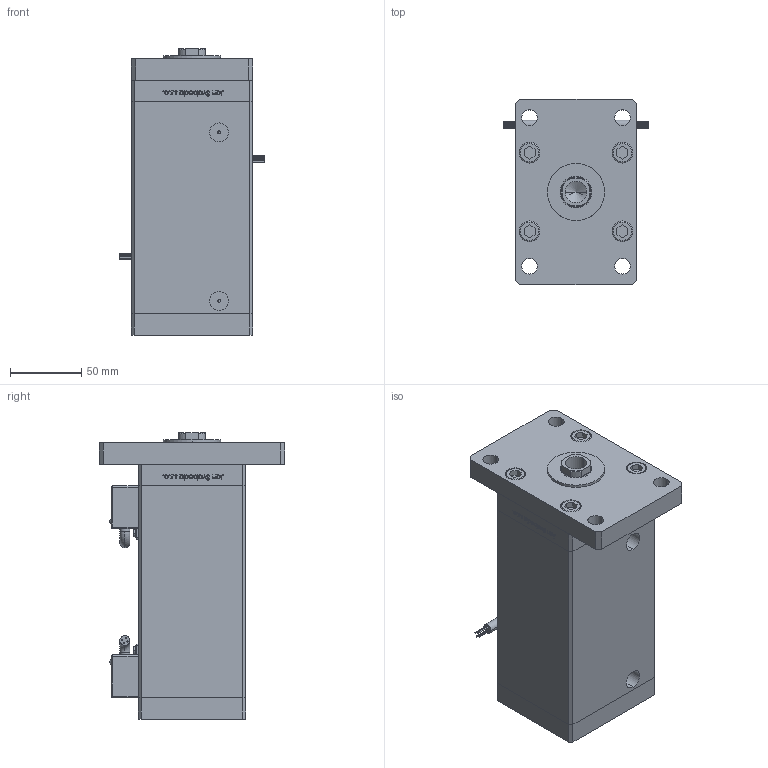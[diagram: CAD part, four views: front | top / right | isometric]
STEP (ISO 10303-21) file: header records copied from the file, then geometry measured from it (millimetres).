
FILE_DESCRIPTION (( 'STEP AP203' ), '1' );
FILE_NAME ('1571.STEP', '2020-10-09T00:42:50', ( '' ), ( '' ), 'SwSTEP 2.0', 'SolidWorks 2019', '' );
FILE_SCHEMA (( 'CONFIG_CONTROL_DESIGN' ));
Length unit declared in the file: millimetre
Products named in the file (8): Magnetic_Switch_MSU4 8363cd812e799f0498bf1b56b899bff4; V220C_F 8363cd812e799f0498bf1b56b899bff4; V220C_FRONT_F 8363cd812e799f0498bf1b56b899bff4; V220C_F_MIDDLE 8363cd812e799f0498bf1b56b899bff4; 1571; V220C BACK_F 8363cd812e799f0498bf1b56b899bff4; V220C_F_VC 8363cd812e799f0498bf1b56b899bff4; ALLEN BOLT 8363cd812e799f0498bf1b56b899bff4
Assembly tree (21 placements, depth 2):
  1571
    V220C BACK_F 8363cd812e799f0498bf1b56b899bff4
    V220C_F_MIDDLE 8363cd812e799f0498bf1b56b899bff4
    V220C_F_VC 8363cd812e799f0498bf1b56b899bff4
    V220C_FRONT_F 8363cd812e799f0498bf1b56b899bff4
    V220C_F 8363cd812e799f0498bf1b56b899bff4
    ALLEN BOLT 8363cd812e799f0498bf1b56b899bff4  x14
    Magnetic_Switch_MSU4 8363cd812e799f0498bf1b56b899bff4  x2
Bounding box: 101.6 x 130 x 200.5 mm (x, y, z)
Volume: 1199629.1 mm3; surface area: 207936.1 mm2
Topology: 21 solids, 23 shells, 1506 faces, 3685 edges, 2383 vertices
Faces by surface type: plane 593, bspline 484, cylinder 273, cone 68, torus 64, sphere 24
Entity records: 56408 total; most frequent: CARTESIAN_POINT 30928, ORIENTED_EDGE 5696, DIRECTION 3576, EDGE_CURVE 2848, VERTEX_POINT 1882, LINE 1468, VECTOR 1468, EDGE_LOOP 1318
